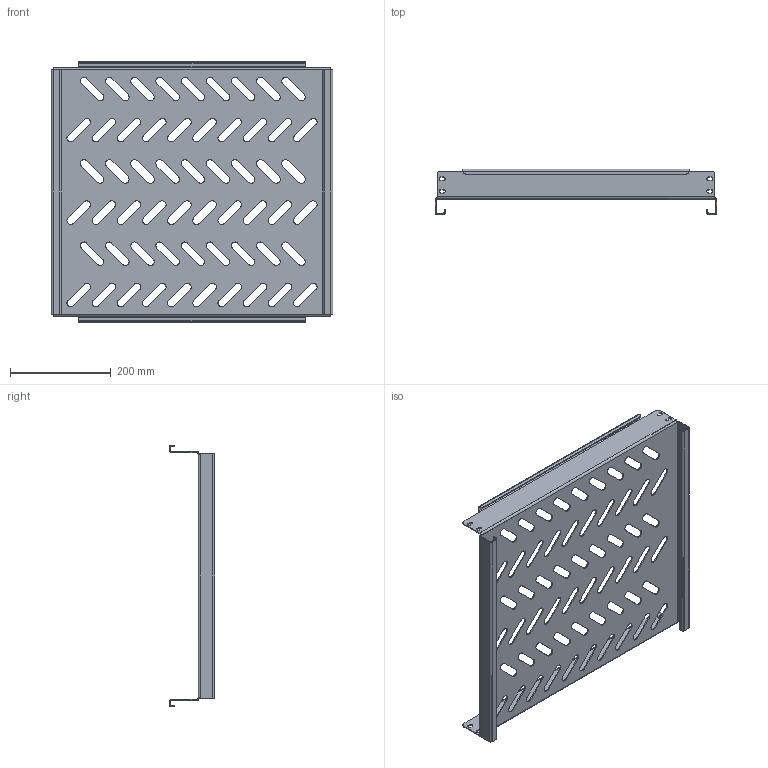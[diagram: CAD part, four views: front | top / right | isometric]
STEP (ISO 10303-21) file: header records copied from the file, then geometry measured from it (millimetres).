
FILE_DESCRIPTION (( 'STEP AP214' ), '1' );
FILE_NAME ('945.366.STEP', '2024-09-25T11:44:09', ( '' ), ( '' ), 'SwSTEP 2.0', 'SolidWorks 2021', '' );
FILE_SCHEMA (( 'AUTOMOTIVE_DESIGN' ));
Length unit declared in the file: millimetre
Products named in the file (1): 945.366
Bounding box: 560 x 90 x 520 mm (x, y, z)
Volume: 712512.5 mm3; surface area: 733849.3 mm2
Topology: 1 solids, 1 shells, 447 faces, 1247 edges, 802 vertices
Faces by surface type: cylinder 231, plane 208, bspline 8
Entity records: 15069 total; most frequent: CARTESIAN_POINT 2997, DIRECTION 2549, ORIENTED_EDGE 2494, EDGE_CURVE 1247, AXIS2_PLACEMENT_3D 902, VERTEX_POINT 802, VECTOR 745, LINE 745
